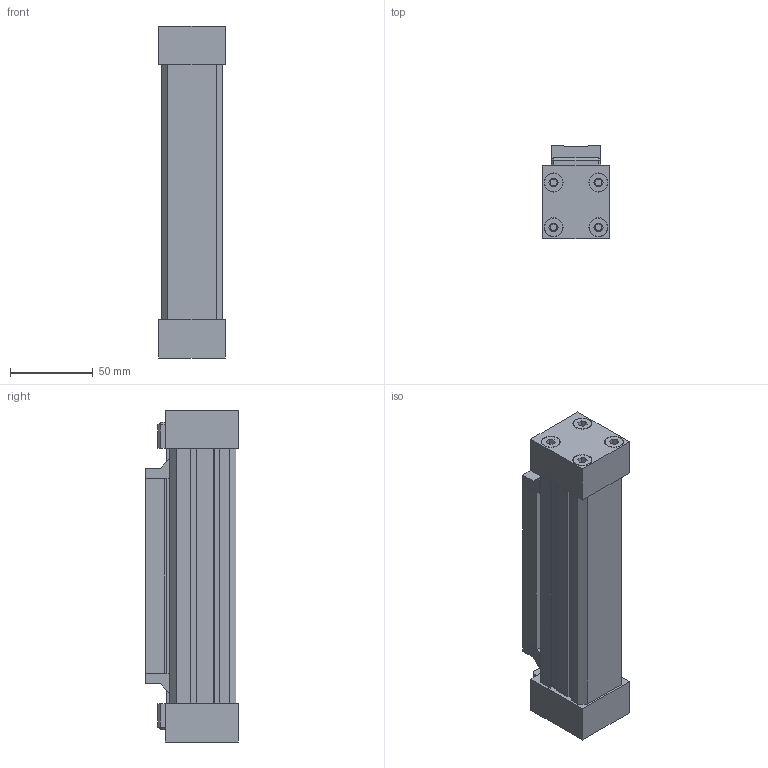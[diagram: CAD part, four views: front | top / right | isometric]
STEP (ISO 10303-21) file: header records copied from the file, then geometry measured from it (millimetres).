
FILE_DESCRIPTION((''),'2;1');
FILE_NAME('16052500001M.stp','2007-03-08T09:10:05',('valotma1'),(''),'Autodesk Inventor 11','Autodesk Inventor 11','');
FILE_SCHEMA(('AUTOMOTIVE_DESIGN { 1 0 10303 214 1 1 1 1 }'));
Length unit declared in the file: millimetre
Products named in the file (3): 16052500001M; CILINDRO Ø25 C0; CARRELLO Ø25
Assembly tree (2 placements, depth 2):
  16052500001M
    CILINDRO Ø25 C0
    CARRELLO Ø25
Bounding box: 40 x 56 x 200 mm (x, y, z)
Volume: 352144.7 mm3; surface area: 56824.7 mm2
Topology: 2 solids, 2 shells, 238 faces, 530 edges, 344 vertices
Faces by surface type: plane 124, bspline 99, cylinder 15
Full cylindrical faces by diameter (mm): 4 x1, 4.134 x4, 8.566 x1, 11 x4, 11.5 x4, 14 x1
Entity records: 6606 total; most frequent: CARTESIAN_POINT 1682, ORIENTED_EDGE 968, DIRECTION 848, EDGE_CURVE 484, VECTOR 408, LINE 408, VERTEX_POINT 336, EDGE_LOOP 324
